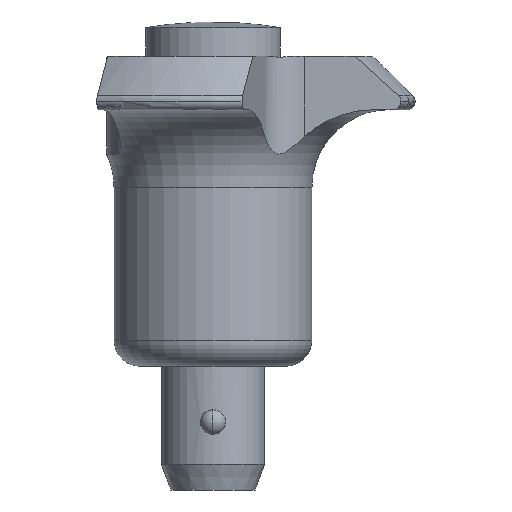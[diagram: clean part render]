
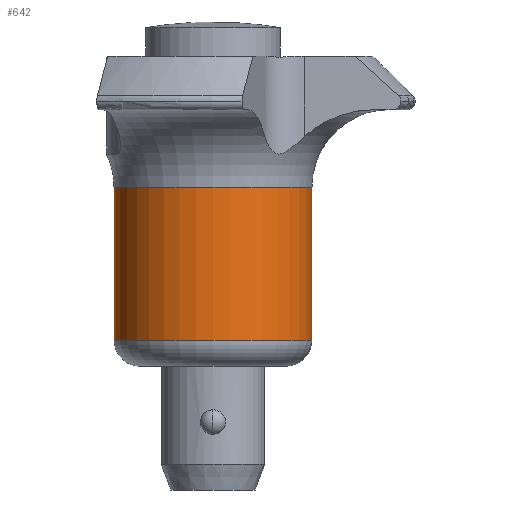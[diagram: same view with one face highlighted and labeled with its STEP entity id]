
A CAD part, front view. The second image highlights one B-rep face of the part: STEP entity #642.
In plain terms, the highlighted cylindrical face has radius 11.5 mm (diameter 23 mm), a partial arc.
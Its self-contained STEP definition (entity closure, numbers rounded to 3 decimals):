
#508=VERTEX_POINT('',#1116);
#642=ADVANCED_FACE('',(#1263),#1264,.T.);
#826=EDGE_CURVE('',#864,#836,#1474,.T.);
#830=EDGE_CURVE('',#836,#852,#1478,.T.);
#836=VERTEX_POINT('',#1484);
#844=EDGE_CURVE('',#508,#852,#1492,.T.);
#852=VERTEX_POINT('',#1501);
#862=EDGE_CURVE('',#508,#864,#1512,.T.);
#864=VERTEX_POINT('',#1514);
#1116=CARTESIAN_POINT('',(-11.5,0.,1.759));
#1263=FACE_OUTER_BOUND('',#2421,.T.);
#1264=CYLINDRICAL_SURFACE('',#2422,11.5);
#1474=CIRCLE('',#2825,11.5);
#1478=LINE('',#2830,#2831);
#1484=CARTESIAN_POINT('',(11.5,0.,19.552));
#1492=CIRCLE('',#2847,11.5);
#1501=CARTESIAN_POINT('',(11.5,0.,1.759));
#1512=LINE('',#2882,#2883);
#1514=CARTESIAN_POINT('',(-11.5,0.,19.552));
#2421=EDGE_LOOP('',(#3375,#3376,#3377,#3378));
#2422=AXIS2_PLACEMENT_3D('',#3379,#3380,#3381);
#2825=AXIS2_PLACEMENT_3D('',#3660,#3661,#3662);
#2830=CARTESIAN_POINT('',(11.5,0.,11.328));
#2831=VECTOR('',#3663,1.0);
#2847=AXIS2_PLACEMENT_3D('',#3667,#3668,#3669);
#2882=CARTESIAN_POINT('',(-11.5,0.,11.328));
#2883=VECTOR('',#3688,1.0);
#3375=ORIENTED_EDGE('',*,*,#862,.F.);
#3376=ORIENTED_EDGE('',*,*,#844,.T.);
#3377=ORIENTED_EDGE('',*,*,#830,.F.);
#3378=ORIENTED_EDGE('',*,*,#826,.F.);
#3379=CARTESIAN_POINT('',(0.,0.,11.328));
#3380=DIRECTION('',(-0.0,-0.0,-1.0));
#3381=DIRECTION('',(-1.0,0.,0.0));
#3660=CARTESIAN_POINT('',(0.,0.,19.552));
#3661=DIRECTION('',(0.0,0.0,1.0));
#3662=DIRECTION('',(-1.0,0.,0.0));
#3663=DIRECTION('',(-0.0,-0.0,-1.0));
#3667=CARTESIAN_POINT('',(0.,0.,1.759));
#3668=DIRECTION('',(0.0,0.0,1.0));
#3669=DIRECTION('',(-1.0,0.,0.0));
#3688=DIRECTION('',(0.0,0.0,1.0));
